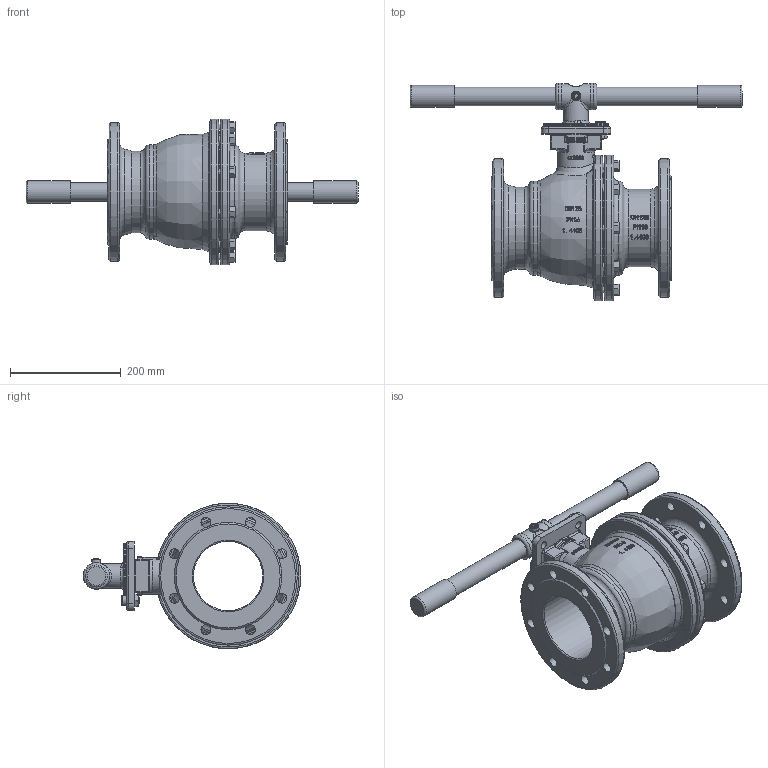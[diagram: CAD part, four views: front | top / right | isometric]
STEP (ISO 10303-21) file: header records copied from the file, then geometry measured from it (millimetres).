
FILE_DESCRIPTION(/* description */ ('Unknown'),/* implementation_level */ '2;1');
FILE_NAME(/* name */ '920_921_930-13',/* time_stamp */ '2020-11-02T09:45:29+01:00',/* author */ ('Unknown'),/* organization */ ('Unknown'),/* preprocessor_version */ 'ST-DEVELOPER v16.7',/* originating_system */ 'Solid Edge',/* authorisation */ 'Unknown');
FILE_SCHEMA (('AUTOMOTIVE_DESIGN {1 0 10303 214 3 1 1}'));
Products named in the file (2): 920_921_930-13; 920_921_931-13
Assembly tree (1 placements, depth 2):
  920_921_930-13
    920_921_931-13
Bounding box: 600 x 393.5 x 263 mm (x, y, z)
Volume: 6902438.7 mm3; surface area: 705881.7 mm2
Topology: 1 solids, 23 shells, 1021 faces, 2712 edges, 1767 vertices
Faces by surface type: plane 361, bspline 256, cylinder 200, cone 140, torus 60, sphere 4
Full cylindrical faces by diameter (mm): 11.8 x30, 11.935 x2, 12 x10, 13 x1, 14 x4, 16 x1, 18 x17, 28 x2, 34 x2, 40 x2, 45 x1, 48 x3, 50 x1, 67 x1, 70 x2, 72 x1, 125 x1, 140.2 x1, 148 x1, 170 x2, 250 x2, 263 x2
Entity records: 71543 total; most frequent: CARTESIAN_POINT 49759, ORIENTED_EDGE 4622, DIRECTION 3752, EDGE_CURVE 2311, VERTEX_POINT 1610, AXIS2_PLACEMENT_3D 1459, EDGE_LOOP 1399, FACE_BOUND 1399
